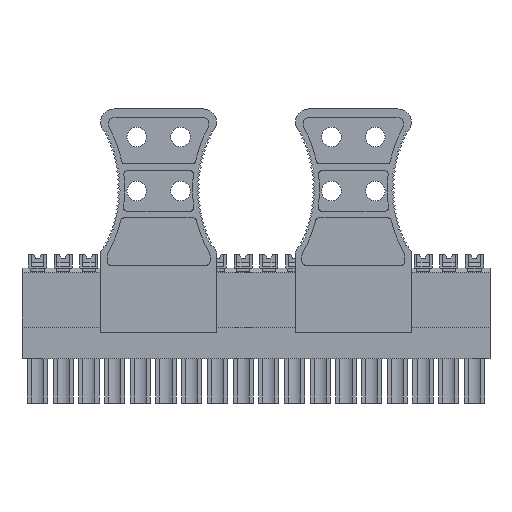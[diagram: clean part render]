
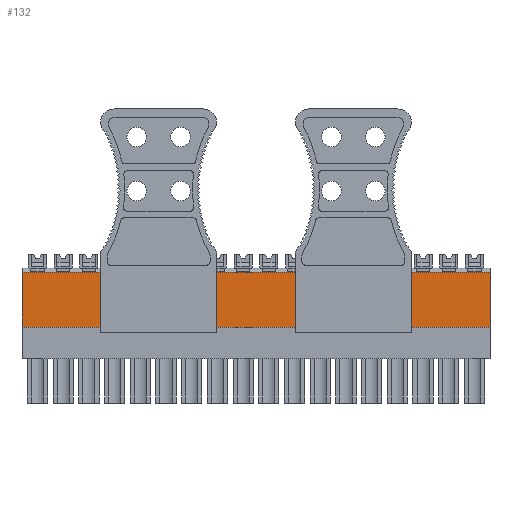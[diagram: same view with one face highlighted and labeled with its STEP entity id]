
A CAD part, front view. The second image highlights one B-rep face of the part: STEP entity #132.
In plain terms, the highlighted planar face has unit normal (0, -1, 0).
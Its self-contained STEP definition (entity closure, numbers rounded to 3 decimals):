
#105=AXIS2_PLACEMENT_3D('Plane Axis2P3D',#102,#103,#104) ;
#80=CARTESIAN_POINT('Vertex',(69.37,1.4,11.25)) ;
#83=CARTESIAN_POINT('Line Origine',(34.685,1.4,11.25)) ;
#87=CARTESIAN_POINT('Vertex',(0.,1.4,11.25)) ;
#102=CARTESIAN_POINT('Axis2P3D Location',(0.,1.4,19.4)) ;
#107=CARTESIAN_POINT('Line Origine',(69.37,1.4,15.325)) ;
#111=CARTESIAN_POINT('Vertex',(69.37,1.4,19.4)) ;
#114=CARTESIAN_POINT('Line Origine',(34.685,1.4,19.4)) ;
#118=CARTESIAN_POINT('Vertex',(0.,1.4,19.4)) ;
#121=CARTESIAN_POINT('Line Origine',(0.,1.4,15.325)) ;
#84=DIRECTION('Vector Direction',(1.,0.,0.)) ;
#103=DIRECTION('Axis2P3D Direction',(0.,-1.,0.)) ;
#104=DIRECTION('Axis2P3D XDirection',(0.,0.,-1.)) ;
#108=DIRECTION('Vector Direction',(0.,0.,-1.)) ;
#115=DIRECTION('Vector Direction',(1.,0.,0.)) ;
#122=DIRECTION('Vector Direction',(0.,0.,-1.)) ;
#85=VECTOR('Line Direction',#84,1.) ;
#109=VECTOR('Line Direction',#108,1.) ;
#116=VECTOR('Line Direction',#115,1.) ;
#123=VECTOR('Line Direction',#122,1.) ;
#127=ORIENTED_EDGE('',*,*,#113,.T.) ;
#128=ORIENTED_EDGE('',*,*,#120,.F.) ;
#129=ORIENTED_EDGE('',*,*,#125,.F.) ;
#130=ORIENTED_EDGE('',*,*,#89,.T.) ;
#132=ADVANCED_FACE('HOUSING',(#131),#106,.T.) ;
#89=EDGE_CURVE('',#88,#81,#86,.T.) ;
#113=EDGE_CURVE('',#81,#112,#110,.F.) ;
#120=EDGE_CURVE('',#119,#112,#117,.T.) ;
#125=EDGE_CURVE('',#88,#119,#124,.F.) ;
#126=EDGE_LOOP('',(#127,#128,#129,#130)) ;
#131=FACE_OUTER_BOUND('',#126,.T.) ;
#86=LINE('Line',#83,#85) ;
#110=LINE('Line',#107,#109) ;
#117=LINE('Line',#114,#116) ;
#124=LINE('Line',#121,#123) ;
#106=PLANE('',#105) ;
#81=VERTEX_POINT('',#80) ;
#88=VERTEX_POINT('',#87) ;
#112=VERTEX_POINT('',#111) ;
#119=VERTEX_POINT('',#118) ;
